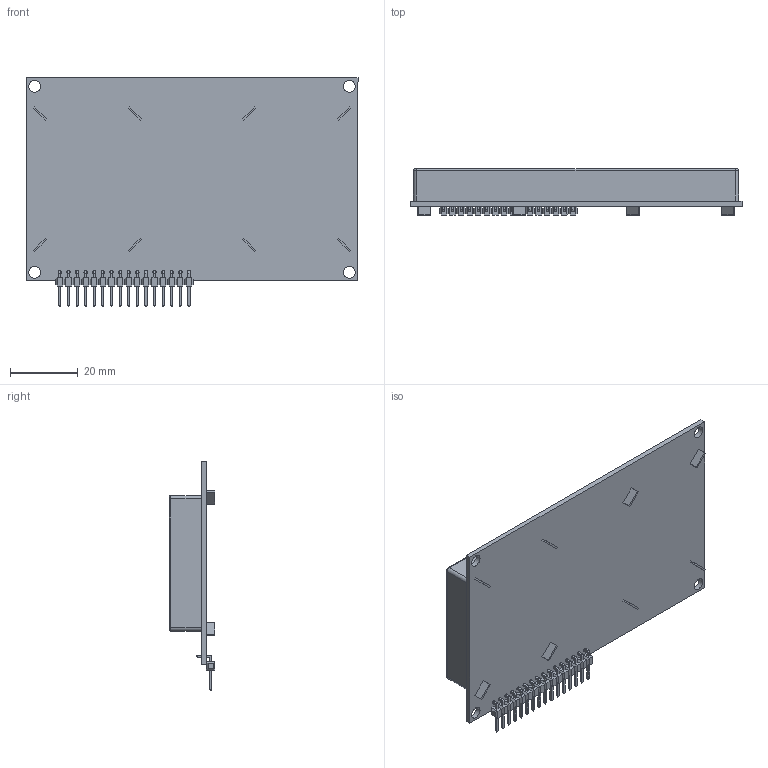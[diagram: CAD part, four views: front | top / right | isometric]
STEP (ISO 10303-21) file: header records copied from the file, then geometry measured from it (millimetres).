
FILE_DESCRIPTION(/* description */ (''),/* implementation_level */ '2;1');
FILE_NAME(/* name */ 'QP5522 Jaycar 20x4 LCD Module Vertical v3 v1.step',/* time_stamp */ '2019-09-01T08:59:34+10:00',/* author */ (''),/* organization */ (''),/* preprocessor_version */ 'ST-DEVELOPER v18',/* originating_system */ 'Autodesk Translation Framework v8.6.0.1094',/* authorisation */ '');
FILE_SCHEMA (('AUTOMOTIVE_DESIGN { 1 0 10303 214 3 1 1 }'));
Length unit declared in the file: millimetre
Products named in the file (2): QP5522 Jaycar 20x4 LCD Module Vertical v3; QP5522 Jaycar 20x4 LCD Module v3
Assembly tree (1 placements, depth 2):
  QP5522 Jaycar 20x4 LCD Module Vertical v3
    QP5522 Jaycar 20x4 LCD Module v3
Bounding box: 98 x 13.54 x 67.52 mm (x, y, z)
Volume: 44563.7 mm3; surface area: 23722.8 mm2
Topology: 11 solids, 11 shells, 647 faces, 1452 edges, 860 vertices
Faces by surface type: plane 579, cylinder 64, bspline 4
Full cylindrical faces by diameter (mm): 1 x16, 3.5 x4
Entity records: 18029 total; most frequent: CARTESIAN_POINT 2994, ORIENTED_EDGE 2904, DIRECTION 2876, EDGE_CURVE 1452, LINE 1320, VECTOR 1320, VERTEX_POINT 860, AXIS2_PLACEMENT_3D 778
